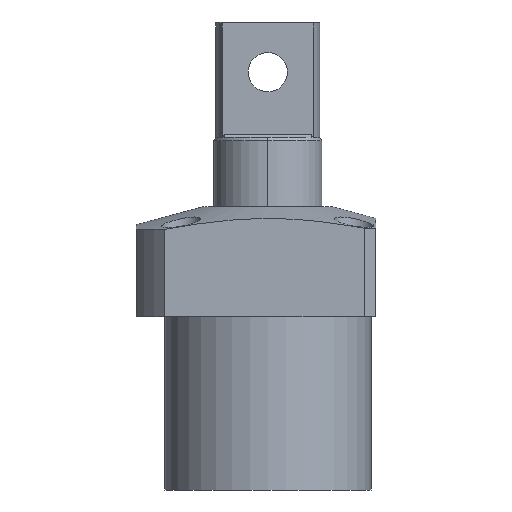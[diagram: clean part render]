
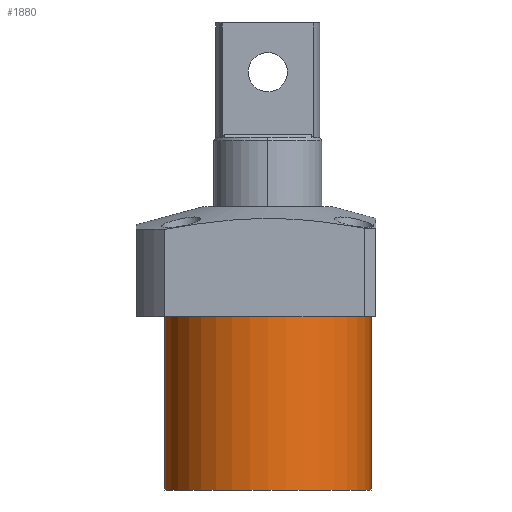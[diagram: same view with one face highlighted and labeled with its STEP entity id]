
A CAD part, front view. The second image highlights one B-rep face of the part: STEP entity #1880.
In plain terms, the highlighted cylindrical face has radius 52.5 mm (diameter 105 mm), a partial arc.
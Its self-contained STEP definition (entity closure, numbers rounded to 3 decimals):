
#20 = CARTESIAN_POINT ( 'NONE',  ( 0., 0., -88. ) ) ;
#231 = CIRCLE ( 'NONE', #1360, 52.5 ) ;
#270 = VERTEX_POINT ( 'NONE', #1375 ) ;
#465 = EDGE_LOOP ( 'NONE', ( #887, #1476, #2054, #2794 ) ) ;
#602 = CARTESIAN_POINT ( 'NONE',  ( 0., 0., -88. ) ) ;
#642 = CYLINDRICAL_SURFACE ( 'NONE', #1157, 52.5 ) ;
#825 = DIRECTION ( 'NONE',  ( 1., 0., 0. ) ) ;
#887 = ORIENTED_EDGE ( 'NONE', *, *, #2100, .F. ) ;
#957 = VECTOR ( 'NONE', #2658, 1000. ) ;
#1152 = CARTESIAN_POINT ( 'NONE',  ( -52.5, 0., -88. ) ) ;
#1157 = AXIS2_PLACEMENT_3D ( 'NONE', #20, #1370, #2209 ) ;
#1165 = CIRCLE ( 'NONE', #1881, 52.5 ) ;
#1281 = CARTESIAN_POINT ( 'NONE',  ( 0., 0., 0. ) ) ;
#1288 = FACE_OUTER_BOUND ( 'NONE', #465, .T. ) ;
#1289 = VERTEX_POINT ( 'NONE', #1744 ) ;
#1360 = AXIS2_PLACEMENT_3D ( 'NONE', #1281, #2788, #1498 ) ;
#1370 = DIRECTION ( 'NONE',  ( 0., 0., 1. ) ) ;
#1375 = CARTESIAN_POINT ( 'NONE',  ( 52.5, 0., -88. ) ) ;
#1407 = EDGE_CURVE ( 'NONE', #2452, #270, #1165, .T. ) ;
#1411 = CARTESIAN_POINT ( 'NONE',  ( -52.5, 0., 0. ) ) ;
#1476 = ORIENTED_EDGE ( 'NONE', *, *, #1407, .T. ) ;
#1498 = DIRECTION ( 'NONE',  ( 1., 0., 0. ) ) ;
#1609 = EDGE_CURVE ( 'NONE', #2273, #1289, #231, .T. ) ;
#1628 = DIRECTION ( 'NONE',  ( 0., 0., 1. ) ) ;
#1744 = CARTESIAN_POINT ( 'NONE',  ( 52.5, 0., 0. ) ) ;
#1880 = ADVANCED_FACE ( 'NONE', ( #1288 ), #642, .T. ) ;
#1881 = AXIS2_PLACEMENT_3D ( 'NONE', #602, #2133, #825 ) ;
#2054 = ORIENTED_EDGE ( 'NONE', *, *, #2345, .T. ) ;
#2061 = LINE ( 'NONE', #1152, #957 ) ;
#2100 = EDGE_CURVE ( 'NONE', #2452, #2273, #2061, .T. ) ;
#2107 = CARTESIAN_POINT ( 'NONE',  ( -52.5, 0., -88. ) ) ;
#2133 = DIRECTION ( 'NONE',  ( 0., 0., 1. ) ) ;
#2209 = DIRECTION ( 'NONE',  ( 1., 0., 0. ) ) ;
#2227 = VECTOR ( 'NONE', #1628, 1000. ) ;
#2273 = VERTEX_POINT ( 'NONE', #1411 ) ;
#2293 = CARTESIAN_POINT ( 'NONE',  ( 52.5, 0., -88. ) ) ;
#2345 = EDGE_CURVE ( 'NONE', #270, #1289, #2650, .T. ) ;
#2452 = VERTEX_POINT ( 'NONE', #2107 ) ;
#2650 = LINE ( 'NONE', #2293, #2227 ) ;
#2658 = DIRECTION ( 'NONE',  ( 0., 0., 1. ) ) ;
#2788 = DIRECTION ( 'NONE',  ( 0., 0., 1. ) ) ;
#2794 = ORIENTED_EDGE ( 'NONE', *, *, #1609, .F. ) ;
